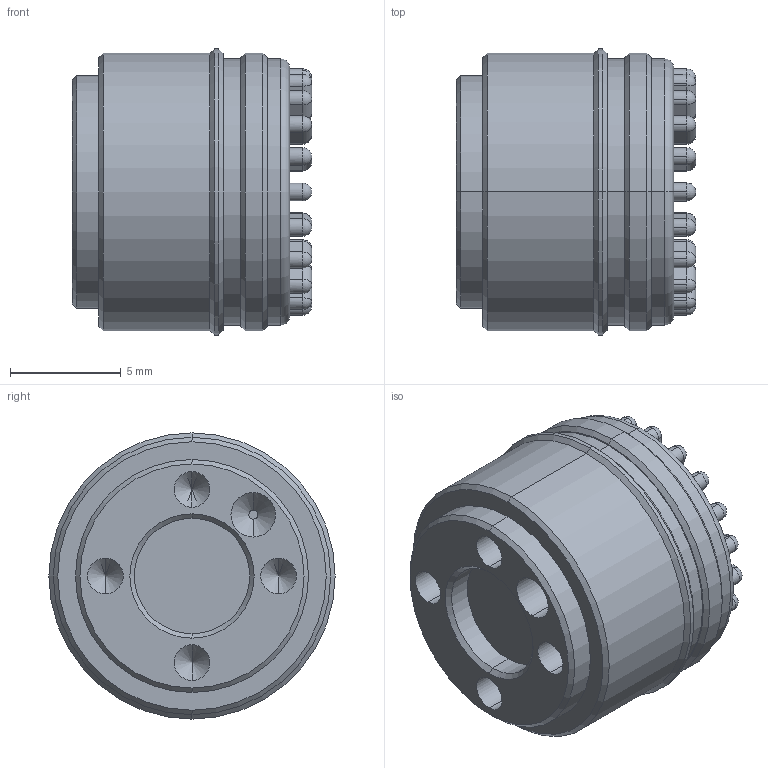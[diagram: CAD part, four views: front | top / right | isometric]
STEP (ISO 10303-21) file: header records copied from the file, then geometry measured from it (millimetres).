
FILE_DESCRIPTION (( 'STEP AP203' ), '1' );
FILE_NAME ('J6.STEP', '2024-09-28T08:42:57', ( '' ), ( '' ), 'SwSTEP 2.0', 'SolidWorks 2022', '' );
FILE_SCHEMA (( 'CONFIG_CONTROL_DESIGN' ));
Length unit declared in the file: millimetre
Products named in the file (1): J6
Bounding box: 10.8 x 12.9 x 12.9 mm (x, y, z)
Volume: 940.2 mm3; surface area: 921.4 mm2
Topology: 1 solids, 1 shells, 265 faces, 658 edges, 374 vertices
Faces by surface type: cylinder 129, sphere 58, plane 50, cone 24, torus 2, bspline 2
Entity records: 7636 total; most frequent: CARTESIAN_POINT 1624, DIRECTION 1385, ORIENTED_EDGE 1140, EDGE_CURVE 570, AXIS2_PLACEMENT_3D 565, VERTEX_POINT 338, CIRCLE 301, EDGE_LOOP 296
